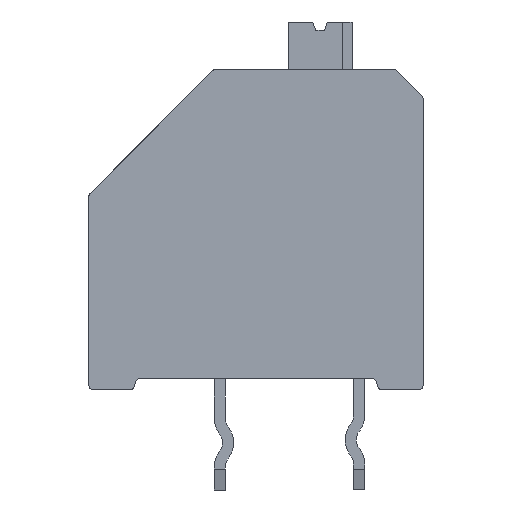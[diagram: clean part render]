
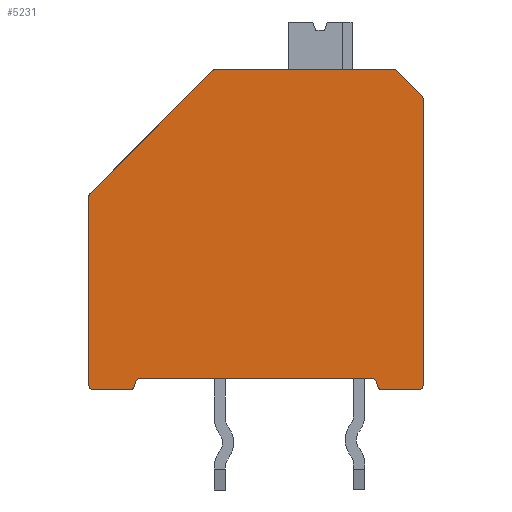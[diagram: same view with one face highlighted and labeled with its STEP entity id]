
A CAD part, front view. The second image highlights one B-rep face of the part: STEP entity #5231.
In plain terms, the highlighted planar face has unit normal (0, -1, 0).
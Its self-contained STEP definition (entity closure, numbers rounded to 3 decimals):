
#191=CIRCLE('',#5423,0.17);
#192=CIRCLE('',#5425,0.17);
#193=CIRCLE('',#5428,0.17);
#194=CIRCLE('',#5431,0.17);
#195=CIRCLE('',#5433,0.17);
#198=CIRCLE('',#5439,0.17);
#211=CIRCLE('',#5477,0.17);
#212=CIRCLE('',#5485,0.17);
#215=CIRCLE('',#5491,0.17);
#220=CIRCLE('',#5508,0.17);
#611=ORIENTED_EDGE('',*,*,#1484,.F.);
#612=ORIENTED_EDGE('',*,*,#1496,.T.);
#613=ORIENTED_EDGE('',*,*,#1516,.T.);
#614=ORIENTED_EDGE('',*,*,#1504,.F.);
#615=ORIENTED_EDGE('',*,*,#1593,.T.);
#616=ORIENTED_EDGE('',*,*,#1596,.F.);
#617=ORIENTED_EDGE('',*,*,#1595,.T.);
#618=ORIENTED_EDGE('',*,*,#1500,.T.);
#619=ORIENTED_EDGE('',*,*,#1493,.F.);
#620=ORIENTED_EDGE('',*,*,#1578,.T.);
#621=ORIENTED_EDGE('',*,*,#1579,.T.);
#622=ORIENTED_EDGE('',*,*,#1487,.T.);
#623=ORIENTED_EDGE('',*,*,#1505,.F.);
#624=ORIENTED_EDGE('',*,*,#1490,.T.);
#625=ORIENTED_EDGE('',*,*,#1619,.F.);
#626=ORIENTED_EDGE('',*,*,#1624,.T.);
#627=ORIENTED_EDGE('',*,*,#1581,.F.);
#628=ORIENTED_EDGE('',*,*,#1601,.T.);
#629=ORIENTED_EDGE('',*,*,#1554,.T.);
#630=ORIENTED_EDGE('',*,*,#1510,.T.);
#1484=EDGE_CURVE('',#2041,#2042,#2403,.T.);
#1487=EDGE_CURVE('',#2044,#2043,#191,.T.);
#1490=EDGE_CURVE('',#2046,#2045,#192,.T.);
#1493=EDGE_CURVE('',#2047,#2048,#2410,.T.);
#1496=EDGE_CURVE('',#2041,#2049,#193,.T.);
#1500=EDGE_CURVE('',#2052,#2048,#194,.T.);
#1504=EDGE_CURVE('',#2054,#2053,#195,.T.);
#1505=EDGE_CURVE('',#2046,#2043,#2419,.T.);
#1510=EDGE_CURVE('',#2059,#2042,#198,.T.);
#1516=EDGE_CURVE('',#2049,#2053,#2425,.T.);
#1554=EDGE_CURVE('',#2092,#2059,#2456,.T.);
#1578=EDGE_CURVE('',#2047,#2108,#211,.T.);
#1579=EDGE_CURVE('',#2108,#2044,#2469,.T.);
#1581=EDGE_CURVE('',#2109,#2110,#2471,.T.);
#1593=EDGE_CURVE('',#2054,#2116,#2483,.T.);
#1595=EDGE_CURVE('',#2117,#2052,#2485,.T.);
#1596=EDGE_CURVE('',#2117,#2116,#212,.T.);
#1601=EDGE_CURVE('',#2109,#2092,#215,.T.);
#1619=EDGE_CURVE('',#2125,#2045,#2499,.T.);
#1624=EDGE_CURVE('',#2125,#2110,#220,.T.);
#2041=VERTEX_POINT('',#7048);
#2042=VERTEX_POINT('',#7050);
#2043=VERTEX_POINT('',#7054);
#2044=VERTEX_POINT('',#7056);
#2045=VERTEX_POINT('',#7060);
#2046=VERTEX_POINT('',#7062);
#2047=VERTEX_POINT('',#7066);
#2048=VERTEX_POINT('',#7068);
#2049=VERTEX_POINT('',#7072);
#2052=VERTEX_POINT('',#7082);
#2053=VERTEX_POINT('',#7086);
#2054=VERTEX_POINT('',#7088);
#2059=VERTEX_POINT('',#7103);
#2092=VERTEX_POINT('',#7193);
#2108=VERTEX_POINT('',#7262);
#2109=VERTEX_POINT('',#7268);
#2110=VERTEX_POINT('',#7270);
#2116=VERTEX_POINT('',#7290);
#2117=VERTEX_POINT('',#7294);
#2125=VERTEX_POINT('',#7339);
#2403=LINE('',#7049,#2777);
#2410=LINE('',#7067,#2784);
#2419=LINE('',#7091,#2793);
#2425=LINE('',#7115,#2799);
#2456=LINE('',#7192,#2830);
#2469=LINE('',#7265,#2843);
#2471=LINE('',#7269,#2845);
#2483=LINE('',#7291,#2857);
#2485=LINE('',#7295,#2859);
#2499=LINE('',#7340,#2873);
#2777=VECTOR('',#5858,1000.);
#2784=VECTOR('',#5875,1000.);
#2793=VECTOR('',#5900,1000.);
#2799=VECTOR('',#5924,1000.);
#2830=VECTOR('',#5991,1000.);
#2843=VECTOR('',#6038,1000.);
#2845=VECTOR('',#6042,1000.);
#2857=VECTOR('',#6060,1000.);
#2859=VECTOR('',#6064,1000.);
#2873=VECTOR('',#6124,1000.);
#3187=EDGE_LOOP('',(#611,#612,#613,#614,#615,#616,#617,#618,#619,#620,#621,
#622,#623,#624,#625,#626,#627,#628,#629,#630));
#3411=FACE_BOUND('',#3187,.T.);
#3613=PLANE('',#5507);
#5231=ADVANCED_FACE('',(#3411),#3613,.T.);
#5423=AXIS2_PLACEMENT_3D('',#7055,#5863,#5864);
#5425=AXIS2_PLACEMENT_3D('',#7061,#5869,#5870);
#5428=AXIS2_PLACEMENT_3D('',#7073,#5880,#5881);
#5431=AXIS2_PLACEMENT_3D('',#7081,#5889,#5890);
#5433=AXIS2_PLACEMENT_3D('',#7089,#5896,#5897);
#5439=AXIS2_PLACEMENT_3D('',#7102,#5911,#5912);
#5477=AXIS2_PLACEMENT_3D('',#7263,#6034,#6035);
#5485=AXIS2_PLACEMENT_3D('',#7297,#6067,#6068);
#5491=AXIS2_PLACEMENT_3D('',#7305,#6081,#6082);
#5507=AXIS2_PLACEMENT_3D('',#7347,#6129,#6130);
#5508=AXIS2_PLACEMENT_3D('',#7348,#6131,#6132);
#5858=DIRECTION('',(-1.,0.,0.));
#5863=DIRECTION('',(0.,-1.,0.));
#5864=DIRECTION('',(0.,0.,-1.));
#5869=DIRECTION('',(0.,-1.,0.));
#5870=DIRECTION('',(0.,0.,-1.));
#5875=DIRECTION('',(-1.,0.,0.));
#5880=DIRECTION('',(0.,-1.,0.));
#5881=DIRECTION('',(0.,0.,-1.));
#5889=DIRECTION('',(0.,-1.,0.));
#5890=DIRECTION('',(0.,0.,-1.));
#5896=DIRECTION('',(0.,-1.,0.));
#5897=DIRECTION('',(0.,0.,-1.));
#5900=DIRECTION('',(0.707,0.,-0.707));
#5911=DIRECTION('',(0.,-1.,0.));
#5912=DIRECTION('',(0.,0.,-1.));
#5924=DIRECTION('',(0.259,0.,0.966));
#5991=DIRECTION('',(0.,0.,-1.));
#6034=DIRECTION('',(0.,-1.,0.));
#6035=DIRECTION('',(0.,0.,-1.));
#6038=DIRECTION('',(0.,0.,1.));
#6042=DIRECTION('',(0.707,0.,0.707));
#6060=DIRECTION('',(1.,0.,0.));
#6064=DIRECTION('',(0.259,0.,-0.966));
#6067=DIRECTION('',(0.,-1.,0.));
#6068=DIRECTION('',(0.,0.,-1.));
#6081=DIRECTION('',(0.,-1.,0.));
#6082=DIRECTION('',(0.,0.,-1.));
#6124=DIRECTION('',(1.,0.,0.));
#6129=DIRECTION('',(0.,-1.,0.));
#6130=DIRECTION('',(0.,0.,-1.));
#6131=DIRECTION('',(0.,-1.,0.));
#6132=DIRECTION('',(0.,0.,-1.));
#7048=CARTESIAN_POINT('',(1.47,-5.31,-0.17));
#7049=CARTESIAN_POINT('',(6.,-5.31,-0.17));
#7050=CARTESIAN_POINT('',(0.17,-5.31,-0.17));
#7054=CARTESIAN_POINT('',(11.95,-5.31,10.38));
#7055=CARTESIAN_POINT('',(11.83,-5.31,10.26));
#7056=CARTESIAN_POINT('',(12.,-5.31,10.26));
#7060=CARTESIAN_POINT('',(10.93,-5.31,11.33));
#7061=CARTESIAN_POINT('',(10.93,-5.31,11.16));
#7062=CARTESIAN_POINT('',(11.05,-5.31,11.28));
#7066=CARTESIAN_POINT('',(11.83,-5.31,-0.17));
#7067=CARTESIAN_POINT('',(6.,-5.31,-0.17));
#7068=CARTESIAN_POINT('',(10.53,-5.31,-0.17));
#7072=CARTESIAN_POINT('',(1.634,-5.31,-0.044));
#7073=CARTESIAN_POINT('',(1.47,-5.31,0.));
#7081=CARTESIAN_POINT('',(10.53,-5.31,0.));
#7082=CARTESIAN_POINT('',(10.366,-5.31,-0.044));
#7086=CARTESIAN_POINT('',(1.673,-5.31,0.104));
#7088=CARTESIAN_POINT('',(1.838,-5.31,0.23));
#7089=CARTESIAN_POINT('',(1.838,-5.31,0.06));
#7091=CARTESIAN_POINT('',(11.5,-5.31,10.83));
#7102=CARTESIAN_POINT('',(0.17,-5.31,0.));
#7103=CARTESIAN_POINT('',(0.,-5.31,0.));
#7115=CARTESIAN_POINT('',(1.707,-5.31,0.23));
#7192=CARTESIAN_POINT('',(0.,-5.31,13.03));
#7193=CARTESIAN_POINT('',(0.,-5.31,6.76));
#7262=CARTESIAN_POINT('',(12.,-5.31,0.));
#7263=CARTESIAN_POINT('',(11.83,-5.31,0.));
#7265=CARTESIAN_POINT('',(12.,-5.31,-3.77));
#7268=CARTESIAN_POINT('',(0.05,-5.31,6.88));
#7269=CARTESIAN_POINT('',(1.847,-5.31,8.677));
#7270=CARTESIAN_POINT('',(4.45,-5.31,11.28));
#7290=CARTESIAN_POINT('',(10.162,-5.31,0.23));
#7291=CARTESIAN_POINT('',(10.493,-5.31,0.23));
#7294=CARTESIAN_POINT('',(10.327,-5.31,0.104));
#7295=CARTESIAN_POINT('',(10.774,-5.31,-1.566));
#7297=CARTESIAN_POINT('',(10.162,-5.31,0.06));
#7305=CARTESIAN_POINT('',(0.17,-5.31,6.76));
#7339=CARTESIAN_POINT('',(4.57,-5.31,11.33));
#7340=CARTESIAN_POINT('',(4.5,-5.31,11.33));
#7347=CARTESIAN_POINT('',(0.,-5.31,0.));
#7348=CARTESIAN_POINT('',(4.57,-5.31,11.16));
